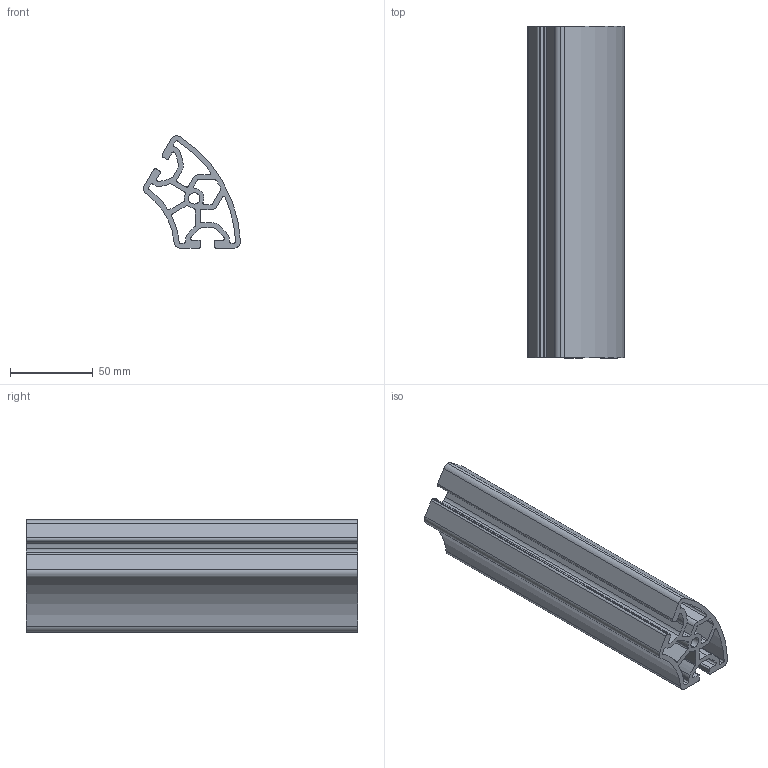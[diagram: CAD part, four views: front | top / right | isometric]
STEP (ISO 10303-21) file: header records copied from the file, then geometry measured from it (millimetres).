
FILE_DESCRIPTION (( 'STEP AP203' ), '1' );
FILE_NAME ('281408961_c_1.STEP', '2022-10-27T17:00:29', ( '' ), ( '' ), 'SwSTEP 2.0', 'SolidWorks 2014', '' );
FILE_SCHEMA (( 'CONFIG_CONTROL_DESIGN' ));
Length unit declared in the file: millimetre
Products named in the file (1): 281408961_c_1
Bounding box: 58.51 x 200 x 67.73 mm (x, y, z)
Volume: 211919.9 mm3; surface area: 128915.6 mm2
Topology: 1 solids, 1 shells, 124 faces, 366 edges, 244 vertices
Faces by surface type: cylinder 84, plane 40
Entity records: 4319 total; most frequent: DIRECTION 784, CARTESIAN_POINT 735, ORIENTED_EDGE 732, EDGE_CURVE 366, AXIS2_PLACEMENT_3D 293, VERTEX_POINT 244, LINE 198, VECTOR 198
